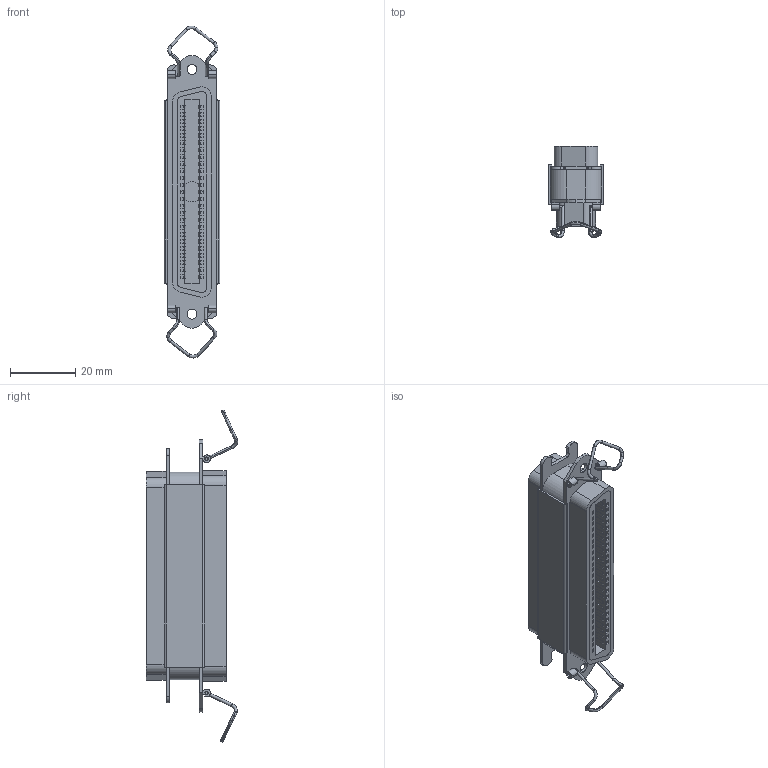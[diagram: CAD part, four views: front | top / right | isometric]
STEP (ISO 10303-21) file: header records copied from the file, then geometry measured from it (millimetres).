
FILE_DESCRIPTION (( 'STEP AP203' ), '1' );
FILE_NAME ('DGC50MF.STEP', '2006-06-23T18:39:10', ( 'lcom' ), ( 'lcom' ), 'SwSTEP 2.0', 'SolidWorks 2006004', '' );
FILE_SCHEMA (( 'CONFIG_CONTROL_DESIGN' ));
Length unit declared in the file: inch
Products named in the file (9): 3AB15-005; 3AB15-005-MA2_CE36F; 3AB15-005-MA1; 3AA08-003; DGC50F-MA2; DGC50MF; 3ab15-006_without dimples; 3AB15-006-MA1; 3AB15-006-MA2_without dimples
Assembly tree (9 placements, depth 3):
  DGC50MF
    3AB15-005
      3AA08-003  x2
      3AB15-005-MA2_CE36F
      3AB15-005-MA1
    3ab15-006_without dimples
      3AB15-006-MA1
      3AB15-006-MA2_without dimples
    DGC50F-MA2
Bounding box: 17.02 x 28 x 101.56 mm (x, y, z)
Volume: 8822.2 mm3; surface area: 18155.5 mm2
Topology: 7 solids, 7 shells, 1260 faces, 3367 edges, 2226 vertices
Faces by surface type: plane 1025, cylinder 211, torus 24
Entity records: 39000 total; most frequent: CARTESIAN_POINT 6747, ORIENTED_EDGE 6598, DIRECTION 6185, EDGE_CURVE 3299, VECTOR 2889, LINE 2889, VERTEX_POINT 2186, AXIS2_PLACEMENT_3D 1648
